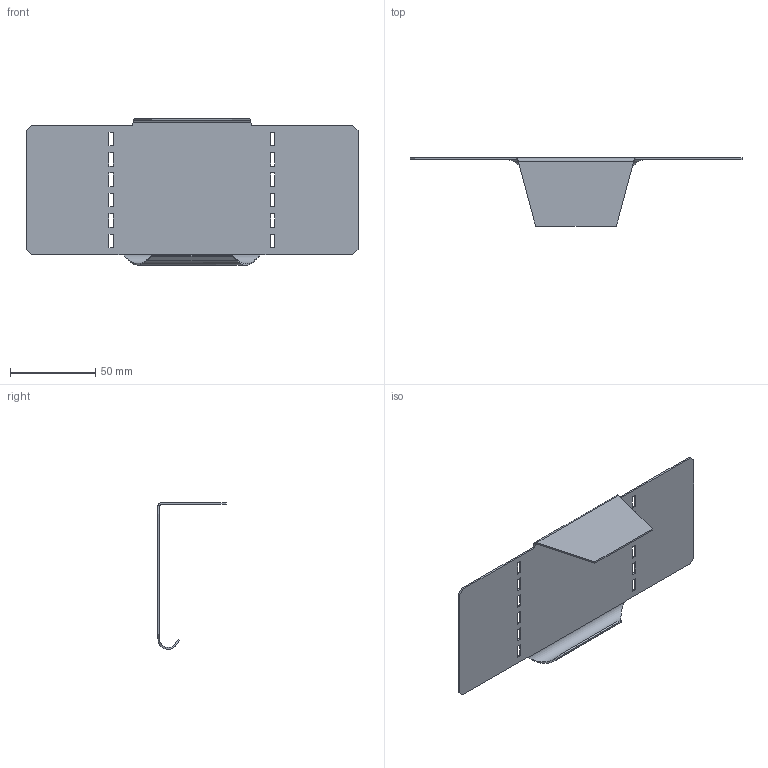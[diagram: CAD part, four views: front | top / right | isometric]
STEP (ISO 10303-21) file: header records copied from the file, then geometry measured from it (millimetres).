
FILE_DESCRIPTION((''),'2;1');
FILE_NAME('7110103','2013-12-16T',('AndreasKeweloh'),(''),'PRO/ENGINEER BY PARAMETRIC TECHNOLOGY CORPORATION, 2012360','PRO/ENGINEER BY PARAMETRIC TECHNOLOGY CORPORATION, 2012360','');
FILE_SCHEMA(('CONFIG_CONTROL_DESIGN'));
Length unit declared in the file: millimetre
Products named in the file (1): 7110103
Bounding box: 195 x 40 x 86 mm (x, y, z)
Volume: 18145 mm3; surface area: 37156.2 mm2
Topology: 1 solids, 1 shells, 82 faces, 224 edges, 144 vertices
Faces by surface type: plane 74, cylinder 4, bspline 4
Entity records: 2814 total; most frequent: CARTESIAN_POINT 686, ORIENTED_EDGE 448, DIRECTION 372, EDGE_CURVE 224, VECTOR 216, LINE 216, VERTEX_POINT 144, EDGE_LOOP 106
